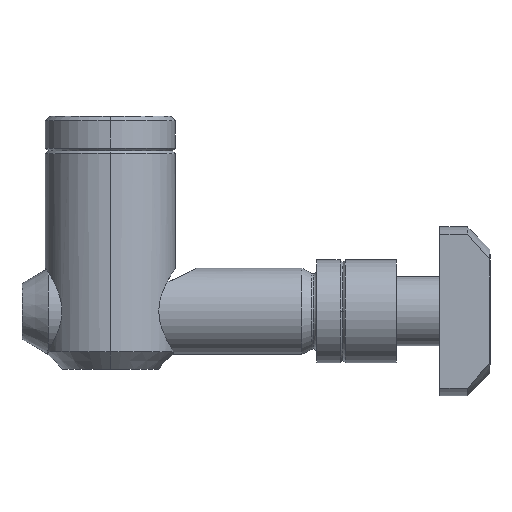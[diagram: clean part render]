
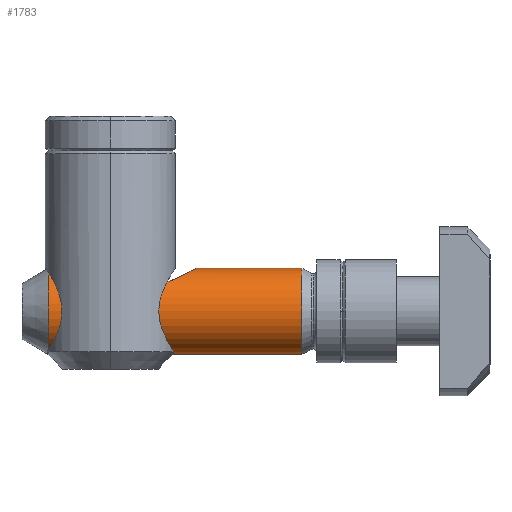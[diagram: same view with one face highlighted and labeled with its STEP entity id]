
A CAD part, top view. The second image highlights one B-rep face of the part: STEP entity #1783.
In plain terms, the highlighted cylindrical face has radius 4.95 mm (diameter 9.9 mm), a partial arc.
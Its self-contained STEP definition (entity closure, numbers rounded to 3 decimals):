
#85 = CARTESIAN_POINT ( 'NONE',  ( -1.875, -17.55, 0. ) ) ;
#99 = CARTESIAN_POINT ( 'NONE',  ( -1.86, -17.559, 0.339 ) ) ;
#108 = CARTESIAN_POINT ( 'NONE',  ( 9.125, -17.965, 1.988 ) ) ;
#188 = VERTEX_POINT ( 'NONE', #85 ) ;
#191 = DIRECTION ( 'NONE',  ( 0., -1., 0. ) ) ;
#235 = CARTESIAN_POINT ( 'NONE',  ( 0.783, -18.88, 3.38 ) ) ;
#248 = CARTESIAN_POINT ( 'NONE',  ( 2.325, -19.39, 3.853 ) ) ;
#260 = CARTESIAN_POINT ( 'NONE',  ( 1.38, -19.107, 3.607 ) ) ;
#265 = CARTESIAN_POINT ( 'NONE',  ( 43.8, -27.45, 0. ) ) ;
#269 = CARTESIAN_POINT ( 'NONE',  ( 4.167, -19.591, 4.005 ) ) ;
#285 = AXIS2_PLACEMENT_3D ( 'NONE', #1329, #2239, #191 ) ;
#337 = CARTESIAN_POINT ( 'NONE',  ( 9.319, -17.86, 1.729 ) ) ;
#347 = DIRECTION ( 'NONE',  ( 0., -1., 0. ) ) ;
#424 = ORIENTED_EDGE ( 'NONE', *, *, #1027, .T. ) ;
#438 = ORIENTED_EDGE ( 'NONE', *, *, #1819, .F. ) ;
#466 = CARTESIAN_POINT ( 'NONE',  ( 8.057, -18.507, 2.933 ) ) ;
#492 = CARTESIAN_POINT ( 'NONE',  ( 9.02, -18.021, 2.111 ) ) ;
#500 = LINE ( 'NONE', #2406, #2355 ) ;
#516 = CARTESIAN_POINT ( 'NONE',  ( 9.798, -17.594, 0.676 ) ) ;
#526 = VERTEX_POINT ( 'NONE', #1571 ) ;
#635 = CARTESIAN_POINT ( 'NONE',  ( 0.492, -18.756, 3.244 ) ) ;
#656 = CARTESIAN_POINT ( 'NONE',  ( 7.217, -18.88, 3.38 ) ) ;
#680 = EDGE_CURVE ( 'NONE', #188, #1225, #500, .T. ) ;
#698 = CARTESIAN_POINT ( 'NONE',  ( 22.1, -17.55, 0. ) ) ;
#710 = DIRECTION ( 'NONE',  ( -1., 0., 0. ) ) ;
#752 = CARTESIAN_POINT ( 'NONE',  ( -7.2, -22.5, 0. ) ) ;
#759 = ORIENTED_EDGE ( 'NONE', *, *, #784, .F. ) ;
#784 = EDGE_CURVE ( 'NONE', #1638, #1225, #2316, .T. ) ;
#812 = CIRCLE ( 'NONE', #847, 4.95 ) ;
#828 = CARTESIAN_POINT ( 'NONE',  ( 3.321, -19.564, 3.986 ) ) ;
#839 = CARTESIAN_POINT ( 'NONE',  ( 5.344, -19.464, 3.91 ) ) ;
#847 = AXIS2_PLACEMENT_3D ( 'NONE', #2293, #710, #347 ) ;
#857 = ORIENTED_EDGE ( 'NONE', *, *, #2165, .T. ) ;
#873 = CARTESIAN_POINT ( 'NONE',  ( 9.859, -17.559, 0.341 ) ) ;
#896 = CARTESIAN_POINT ( 'NONE',  ( -7.2, -17.55, 0. ) ) ;
#903 = CARTESIAN_POINT ( 'NONE',  ( 8.681, -18.198, 2.451 ) ) ;
#911 = CARTESIAN_POINT ( 'NONE',  ( -7.2, -27.45, 0. ) ) ;
#925 = DIRECTION ( 'NONE',  ( -1., 0., 0. ) ) ;
#936 = B_SPLINE_CURVE_WITH_KNOTS ( 'NONE', 3,
 ( #1204, #999, #99, #1597, #1962, #1216, #1420, #1179, #2361, #1188, #1752, #1776, #1952, #635, #235, #260, #2166, #248, #1575, #828, #1385, #269, #1784, #1008, #1765, #839, #1606, #2351, #1399, #656, #2142, #466, #1661, #903, #1672, #492, #108, #337, #1630, #1642, #2212, #2411, #516, #873, #2399, #2175 ),
 .UNSPECIFIED., .F., .F.,
 ( 4, 2, 2, 2, 2, 2, 2, 2, 2, 2, 2, 2, 2, 2, 2, 2, 2, 2, 2, 2, 2, 2, 4 ),
 ( 0.012, 0.012, 0.013, 0.013, 0.014, 0.015, 0.016, 0.017, 0.018, 0.019, 0.02, 0.02, 0.021, 0.022, 0.023, 0.024, 0.025, 0.026, 0.026, 0.027, 0.027, 0.028, 0.028 ),
 .UNSPECIFIED. ) ;
#970 = CYLINDRICAL_SURFACE ( 'NONE', #285, 4.95 ) ;
#999 = CARTESIAN_POINT ( 'NONE',  ( -1.875, -17.55, 0.17 ) ) ;
#1008 = CARTESIAN_POINT ( 'NONE',  ( 4.678, -19.558, 3.981 ) ) ;
#1027 = EDGE_CURVE ( 'NONE', #526, #1308, #812, .T. ) ;
#1042 = LINE ( 'NONE', #1745, #2421 ) ;
#1056 = CARTESIAN_POINT ( 'NONE',  ( 9.875, -17.55, 0. ) ) ;
#1179 = CARTESIAN_POINT ( 'NONE',  ( -1.408, -17.811, 1.594 ) ) ;
#1188 = CARTESIAN_POINT ( 'NONE',  ( -1.028, -18.017, 2.117 ) ) ;
#1189 = ORIENTED_EDGE ( 'NONE', *, *, #2288, .F. ) ;
#1204 = CARTESIAN_POINT ( 'NONE',  ( -1.875, -17.55, 0. ) ) ;
#1216 = CARTESIAN_POINT ( 'NONE',  ( -1.638, -17.683, 1.153 ) ) ;
#1220 = LINE ( 'NONE', #265, #1835 ) ;
#1225 = VERTEX_POINT ( 'NONE', #896 ) ;
#1308 = VERTEX_POINT ( 'NONE', #698 ) ;
#1329 = CARTESIAN_POINT ( 'NONE',  ( 43.8, -22.5, 0. ) ) ;
#1385 = CARTESIAN_POINT ( 'NONE',  ( 3.657, -19.59, 4.005 ) ) ;
#1399 = CARTESIAN_POINT ( 'NONE',  ( 6.621, -19.106, 3.607 ) ) ;
#1420 = CARTESIAN_POINT ( 'NONE',  ( -1.568, -17.723, 1.305 ) ) ;
#1571 = CARTESIAN_POINT ( 'NONE',  ( 22.1, -27.45, 0. ) ) ;
#1575 = CARTESIAN_POINT ( 'NONE',  ( 2.656, -19.464, 3.91 ) ) ;
#1597 = CARTESIAN_POINT ( 'NONE',  ( -1.799, -17.593, 0.675 ) ) ;
#1606 = CARTESIAN_POINT ( 'NONE',  ( 5.67, -19.391, 3.854 ) ) ;
#1630 = CARTESIAN_POINT ( 'NONE',  ( 9.408, -17.811, 1.593 ) ) ;
#1638 = VERTEX_POINT ( 'NONE', #911 ) ;
#1642 = CARTESIAN_POINT ( 'NONE',  ( 9.568, -17.723, 1.305 ) ) ;
#1661 = CARTESIAN_POINT ( 'NONE',  ( 8.318, -18.381, 2.755 ) ) ;
#1672 = CARTESIAN_POINT ( 'NONE',  ( 8.797, -18.137, 2.343 ) ) ;
#1745 = CARTESIAN_POINT ( 'NONE',  ( 43.8, -17.55, 0. ) ) ;
#1752 = CARTESIAN_POINT ( 'NONE',  ( -0.801, -18.137, 2.35 ) ) ;
#1765 = CARTESIAN_POINT ( 'NONE',  ( 4.846, -19.539, 3.967 ) ) ;
#1776 = CARTESIAN_POINT ( 'NONE',  ( -0.316, -18.382, 2.756 ) ) ;
#1783 = ADVANCED_FACE ( 'NONE', ( #2054 ), #970, .T. ) ;
#1784 = CARTESIAN_POINT ( 'NONE',  ( 4.339, -19.584, 4. ) ) ;
#1797 = DIRECTION ( 'NONE',  ( -1., 0., 0. ) ) ;
#1815 = ORIENTED_EDGE ( 'NONE', *, *, #680, .T. ) ;
#1819 = EDGE_CURVE ( 'NONE', #526, #1638, #1220, .T. ) ;
#1835 = VECTOR ( 'NONE', #2161, 1000. ) ;
#1952 = CARTESIAN_POINT ( 'NONE',  ( -0.057, -18.507, 2.933 ) ) ;
#1962 = CARTESIAN_POINT ( 'NONE',  ( -1.753, -17.619, 0.839 ) ) ;
#2054 = FACE_OUTER_BOUND ( 'NONE', #2429, .T. ) ;
#2068 = DIRECTION ( 'NONE',  ( 0., -1., 0. ) ) ;
#2081 = AXIS2_PLACEMENT_3D ( 'NONE', #752, #925, #2068 ) ;
#2142 = CARTESIAN_POINT ( 'NONE',  ( 7.504, -18.758, 3.247 ) ) ;
#2161 = DIRECTION ( 'NONE',  ( -1., 0., 0. ) ) ;
#2165 = EDGE_CURVE ( 'NONE', #1308, #2398, #1042, .T. ) ;
#2166 = CARTESIAN_POINT ( 'NONE',  ( 1.688, -19.211, 3.701 ) ) ;
#2175 = CARTESIAN_POINT ( 'NONE',  ( 9.875, -17.55, 0. ) ) ;
#2212 = CARTESIAN_POINT ( 'NONE',  ( 9.639, -17.683, 1.152 ) ) ;
#2239 = DIRECTION ( 'NONE',  ( -1., 0., 0. ) ) ;
#2288 = EDGE_CURVE ( 'NONE', #188, #2398, #936, .T. ) ;
#2293 = CARTESIAN_POINT ( 'NONE',  ( 22.1, -22.5, 0. ) ) ;
#2316 = CIRCLE ( 'NONE', #2081, 4.95 ) ;
#2351 = CARTESIAN_POINT ( 'NONE',  ( 6.311, -19.212, 3.702 ) ) ;
#2355 = VECTOR ( 'NONE', #2378, 1000. ) ;
#2361 = CARTESIAN_POINT ( 'NONE',  ( -1.318, -17.86, 1.73 ) ) ;
#2378 = DIRECTION ( 'NONE',  ( -1., 0., 0. ) ) ;
#2398 = VERTEX_POINT ( 'NONE', #1056 ) ;
#2399 = CARTESIAN_POINT ( 'NONE',  ( 9.875, -17.55, 0.17 ) ) ;
#2406 = CARTESIAN_POINT ( 'NONE',  ( 43.8, -17.55, 0. ) ) ;
#2411 = CARTESIAN_POINT ( 'NONE',  ( 9.753, -17.619, 0.838 ) ) ;
#2421 = VECTOR ( 'NONE', #1797, 1000. ) ;
#2429 = EDGE_LOOP ( 'NONE', ( #424, #857, #1189, #1815, #759, #438 ) ) ;
